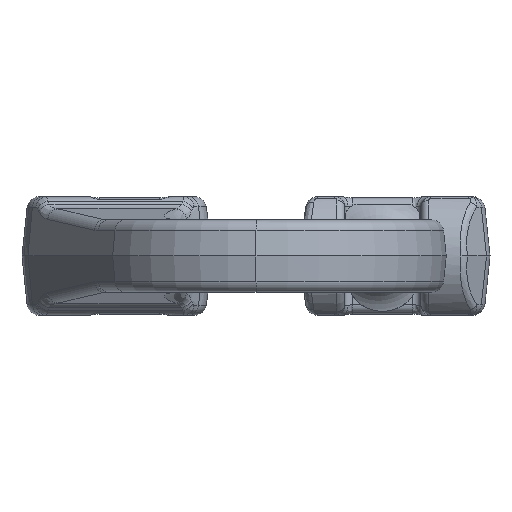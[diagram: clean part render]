
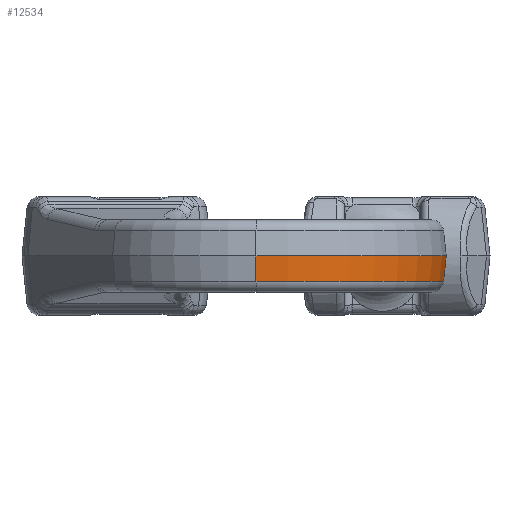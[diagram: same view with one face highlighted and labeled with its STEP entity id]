
A CAD part, front view. The second image highlights one B-rep face of the part: STEP entity #12534.
In plain terms, the highlighted conical face has half-angle 6 degrees and reference radius 69.509 mm.
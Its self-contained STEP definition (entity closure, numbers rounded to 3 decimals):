
#860=CARTESIAN_POINT('',(68.936,-39.351,-9.349));
#1037=CARTESIAN_POINT('',(68.997,-39.337,
-8.773));
#1038=CARTESIAN_POINT('',(69.072,-39.321,
-8.073));
#1039=CARTESIAN_POINT('',(69.221,-39.286,
-6.669));
#1040=CARTESIAN_POINT('',(69.446,-39.246,
-4.548));
#1041=CARTESIAN_POINT('',(69.671,-39.233,
-2.421));
#1042=CARTESIAN_POINT('',(69.819,-39.244,
-1.009));
#1043=CARTESIAN_POINT('',(69.892,-39.254,
-0.304));
#1045=CARTESIAN_POINT('',(68.936,-39.351,
-9.349));
#1046=CARTESIAN_POINT('',(68.946,-39.349,
-9.253));
#1047=CARTESIAN_POINT('',(68.967,-39.344,
-9.062));
#1048=CARTESIAN_POINT('',(68.987,-39.34,
-8.869));
#1049=CARTESIAN_POINT('',(68.997,-39.337,
-8.773));
#1051=CARTESIAN_POINT('',(0.,-36.,-9.349));
#1052=DIRECTION('',(0.,0.,1.));
#1053=DIRECTION('',(0.,-1.,0.));
#1054=AXIS2_PLACEMENT_3D('',#1051,#1052,#1053);
#1056=DIRECTION('',(0.,0.105,-0.995));
#1057=VECTOR('',#1056,9.401);
#1058=CARTESIAN_POINT('',(0.,-106.,0.));
#1059=LINE('',#1058,#1057);
#1060=DIRECTION('',(0.104,-0.015,0.994));
#1061=VECTOR('',#1060,0.305);
#1062=CARTESIAN_POINT('',(69.892,-39.254,
-0.304));
#1063=LINE('',#1062,#1061);
#8532=CARTESIAN_POINT('',(0.,-36.,0.));
#8533=DIRECTION('',(0.,0.,1.));
#8534=DIRECTION('',(0.,-1.,0.));
#8535=AXIS2_PLACEMENT_3D('',#8532,#8533,#8534);
#9641=CARTESIAN_POINT('',(0.,-106.,0.));
#9642=VERTEX_POINT('',#9641);
#9724=CARTESIAN_POINT('',(0.,-105.017,
-9.349));
#9726=VERTEX_POINT('',#9724);
#9847=CARTESIAN_POINT('',(69.924,-39.259,
0.));
#9848=VERTEX_POINT('',#9847);
#9855=VERTEX_POINT('',#1037);
#9856=VERTEX_POINT('',#1043);
#10395=VERTEX_POINT('',#860);
#12517=CARTESIAN_POINT('',(0.,-36.,-4.675));
#12518=DIRECTION('',(0.,0.,1.));
#12519=DIRECTION('',(1.,0.,0.));
#12520=AXIS2_PLACEMENT_3D('',#12517,#12518,#12519);
#12521=CONICAL_SURFACE('',#12520,69.509,6.);
#12522=ORIENTED_EDGE('',*,*,#12507,.F.);
#12524=ORIENTED_EDGE('',*,*,#12523,.F.);
#12525=ORIENTED_EDGE('',*,*,#12314,.F.);
#12527=ORIENTED_EDGE('',*,*,#12526,.F.);
#12529=ORIENTED_EDGE('',*,*,#12528,.T.);
#12531=ORIENTED_EDGE('',*,*,#12530,.F.);
#12532=EDGE_LOOP('',(#12522,#12524,#12525,#12527,#12529,#12531));
#12533=FACE_OUTER_BOUND('',#12532,.F.);
#12534=ADVANCED_FACE('',(#12533),#12521,.T.);
#1044=B_SPLINE_CURVE_WITH_KNOTS('',3,(#1037,#1038,#1039,#1040,#1041,#1042,
#1043),.UNSPECIFIED.,.F.,.F.,(4,1,1,1,4),(0.,0.25,0.5,0.75,1.),
.UNSPECIFIED.);
#1050=B_SPLINE_CURVE_WITH_KNOTS('',3,(#1045,#1046,#1047,#1048,#1049),
.UNSPECIFIED.,.F.,.F.,(4,1,4),(0.,0.5,1.),.UNSPECIFIED.);
#1055=CIRCLE('',#1054,69.017);
#8536=CIRCLE('',#8535,70.);
#12314=EDGE_CURVE('',#9726,#10395,#1055,.T.);
#12507=EDGE_CURVE('',#9855,#9856,#1044,.T.);
#12523=EDGE_CURVE('',#10395,#9855,#1050,.T.);
#12526=EDGE_CURVE('',#9642,#9726,#1059,.T.);
#12528=EDGE_CURVE('',#9642,#9848,#8536,.T.);
#12530=EDGE_CURVE('',#9856,#9848,#1063,.T.);
